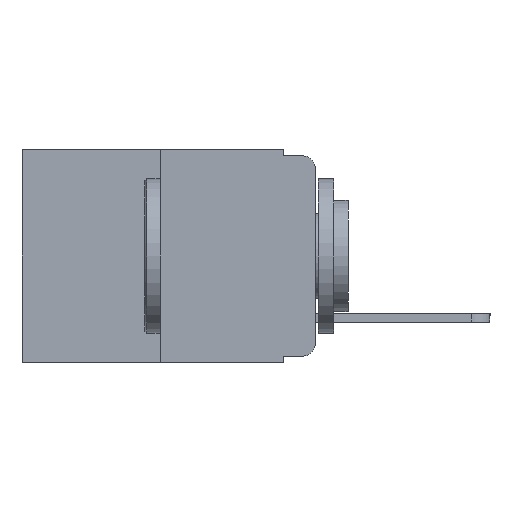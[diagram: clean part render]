
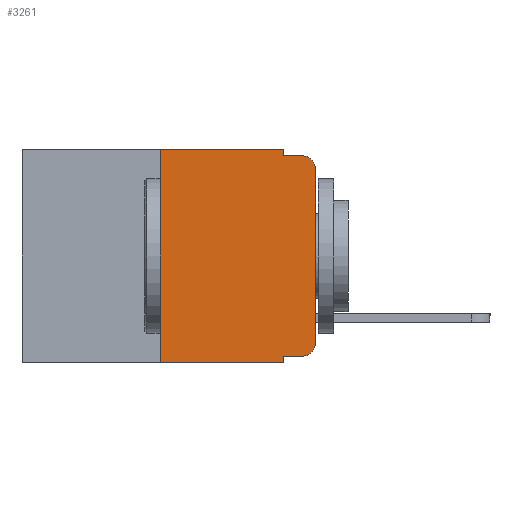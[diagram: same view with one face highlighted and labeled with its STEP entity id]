
A CAD part, left-side view. The second image highlights one B-rep face of the part: STEP entity #3261.
In plain terms, the highlighted planar face has unit normal (-1, 0, 0).
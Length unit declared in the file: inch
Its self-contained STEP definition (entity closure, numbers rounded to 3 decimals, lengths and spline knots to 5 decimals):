
#137 = EDGE_CURVE ( 'NONE', #21451, #8791, #17895, .T. ) ;
#312 = CARTESIAN_POINT ( 'NONE',  ( 0., 0.051, -0.01 ) ) ;
#871 = ORIENTED_EDGE ( 'NONE', *, *, #6556, .T. ) ;
#1427 = ORIENTED_EDGE ( 'NONE', *, *, #13292, .F. ) ;
#1436 = EDGE_CURVE ( 'NONE', #23132, #13763, #21302, .T. ) ;
#1651 = CARTESIAN_POINT ( 'NONE',  ( 0., 0., 0. ) ) ;
#1962 = ORIENTED_EDGE ( 'NONE', *, *, #5265, .T. ) ;
#2166 = ORIENTED_EDGE ( 'NONE', *, *, #2733, .F. ) ;
#2205 = VECTOR ( 'NONE', #23818, 39.37008 ) ;
#2241 = DIRECTION ( 'NONE',  ( 0., -1., 0. ) ) ;
#2733 = EDGE_CURVE ( 'NONE', #14502, #16742, #15737, .T. ) ;
#3261 = ADVANCED_FACE ( 'NONE', ( #12827 ), #7193, .F. ) ;
#3545 = CIRCLE ( 'NONE', #11510, 0.02 ) ;
#3929 = VECTOR ( 'NONE', #2241, 39.37008 ) ;
#4010 = EDGE_CURVE ( 'NONE', #16742, #21203, #20677, .T. ) ;
#4200 = CARTESIAN_POINT ( 'NONE',  ( 0., 0.051, -0.333 ) ) ;
#4427 = VECTOR ( 'NONE', #18638, 39.37008 ) ;
#4811 = ORIENTED_EDGE ( 'NONE', *, *, #19593, .T. ) ;
#4822 = CARTESIAN_POINT ( 'NONE',  ( 0., 0.25, 0. ) ) ;
#4845 = CIRCLE ( 'NONE', #16239, 0.02 ) ;
#5265 = EDGE_CURVE ( 'NONE', #11115, #21203, #3545, .T. ) ;
#5375 = ORIENTED_EDGE ( 'NONE', *, *, #1436, .F. ) ;
#5703 = VECTOR ( 'NONE', #12712, 39.37008 ) ;
#5930 = CARTESIAN_POINT ( 'NONE',  ( 0., 0.25, 0. ) ) ;
#6556 = EDGE_CURVE ( 'NONE', #7953, #11115, #9526, .T. ) ;
#6904 = ORIENTED_EDGE ( 'NONE', *, *, #20836, .T. ) ;
#7114 = CARTESIAN_POINT ( 'NONE',  ( 0., 0.473, 0. ) ) ;
#7193 = PLANE ( 'NONE',  #9376 ) ;
#7310 = VECTOR ( 'NONE', #21168, 39.37008 ) ;
#7706 = CARTESIAN_POINT ( 'NONE',  ( 0., 0.25, -0.343 ) ) ;
#7913 = CARTESIAN_POINT ( 'NONE',  ( 0., 0.473, -0.343 ) ) ;
#7953 = VERTEX_POINT ( 'NONE', #18269 ) ;
#8598 = VECTOR ( 'NONE', #9867, 39.37008 ) ;
#8791 = VERTEX_POINT ( 'NONE', #11671 ) ;
#8961 = CARTESIAN_POINT ( 'NONE',  ( 0., 0.02, -0.03 ) ) ;
#8981 = DIRECTION ( 'NONE',  ( 0., 0., 1. ) ) ;
#9376 = AXIS2_PLACEMENT_3D ( 'NONE', #11631, #15218, #12156 ) ;
#9443 = ORIENTED_EDGE ( 'NONE', *, *, #4010, .F. ) ;
#9526 = LINE ( 'NONE', #1651, #4427 ) ;
#9634 = CARTESIAN_POINT ( 'NONE',  ( 0., 0.051, 0. ) ) ;
#9787 = CARTESIAN_POINT ( 'NONE',  ( 0., 0.051, 0. ) ) ;
#9867 = DIRECTION ( 'NONE',  ( 0., -1., 0. ) ) ;
#10173 = VECTOR ( 'NONE', #18541, 39.37008 ) ;
#10813 = LINE ( 'NONE', #15493, #3929 ) ;
#10902 = DIRECTION ( 'NONE',  ( 0., 0., -1. ) ) ;
#10980 = DIRECTION ( 'NONE',  ( -1., 0., 0. ) ) ;
#11115 = VERTEX_POINT ( 'NONE', #17406 ) ;
#11510 = AXIS2_PLACEMENT_3D ( 'NONE', #8961, #22011, #10902 ) ;
#11631 = CARTESIAN_POINT ( 'NONE',  ( 0., 0.473, 0. ) ) ;
#11671 = CARTESIAN_POINT ( 'NONE',  ( 0., 0.051, -0.343 ) ) ;
#12156 = DIRECTION ( 'NONE',  ( 0., 0., -1. ) ) ;
#12712 = DIRECTION ( 'NONE',  ( 0., -1., 0. ) ) ;
#12827 = FACE_OUTER_BOUND ( 'NONE', #22475, .T. ) ;
#12883 = CARTESIAN_POINT ( 'NONE',  ( 0., 0.02, -0.01 ) ) ;
#13292 = EDGE_CURVE ( 'NONE', #13763, #14502, #17270, .T. ) ;
#13763 = VERTEX_POINT ( 'NONE', #4822 ) ;
#14502 = VERTEX_POINT ( 'NONE', #9787 ) ;
#14571 = CARTESIAN_POINT ( 'NONE',  ( 0., 0.051, -0.01 ) ) ;
#15218 = DIRECTION ( 'NONE',  ( 1., 0., 0. ) ) ;
#15493 = CARTESIAN_POINT ( 'NONE',  ( 0., 0.051, -0.333 ) ) ;
#15737 = LINE ( 'NONE', #18921, #10173 ) ;
#16239 = AXIS2_PLACEMENT_3D ( 'NONE', #22078, #10980, #23918 ) ;
#16377 = VERTEX_POINT ( 'NONE', #21760 ) ;
#16742 = VERTEX_POINT ( 'NONE', #312 ) ;
#16857 = EDGE_CURVE ( 'NONE', #23132, #8791, #21144, .T. ) ;
#17270 = LINE ( 'NONE', #7114, #2205 ) ;
#17406 = CARTESIAN_POINT ( 'NONE',  ( 0., 0., -0.03 ) ) ;
#17895 = LINE ( 'NONE', #9634, #7310 ) ;
#18061 = ORIENTED_EDGE ( 'NONE', *, *, #137, .F. ) ;
#18269 = CARTESIAN_POINT ( 'NONE',  ( 0., 0., -0.313 ) ) ;
#18541 = DIRECTION ( 'NONE',  ( 0., 0., -1. ) ) ;
#18638 = DIRECTION ( 'NONE',  ( 0., 0., 1. ) ) ;
#18921 = CARTESIAN_POINT ( 'NONE',  ( 0., 0.051, 0. ) ) ;
#18957 = VECTOR ( 'NONE', #8981, 39.37008 ) ;
#19593 = EDGE_CURVE ( 'NONE', #16377, #7953, #4845, .T. ) ;
#20677 = LINE ( 'NONE', #14571, #5703 ) ;
#20836 = EDGE_CURVE ( 'NONE', #21451, #16377, #10813, .T. ) ;
#21144 = LINE ( 'NONE', #7913, #8598 ) ;
#21168 = DIRECTION ( 'NONE',  ( 0., 0., -1. ) ) ;
#21203 = VERTEX_POINT ( 'NONE', #12883 ) ;
#21302 = LINE ( 'NONE', #5930, #18957 ) ;
#21451 = VERTEX_POINT ( 'NONE', #4200 ) ;
#21526 = ORIENTED_EDGE ( 'NONE', *, *, #16857, .T. ) ;
#21760 = CARTESIAN_POINT ( 'NONE',  ( 0., 0.02, -0.333 ) ) ;
#22011 = DIRECTION ( 'NONE',  ( -1., 0., 0. ) ) ;
#22078 = CARTESIAN_POINT ( 'NONE',  ( 0., 0.02, -0.313 ) ) ;
#22475 = EDGE_LOOP ( 'NONE', ( #871, #1962, #9443, #2166, #1427, #5375, #21526, #18061, #6904, #4811 ) ) ;
#23132 = VERTEX_POINT ( 'NONE', #7706 ) ;
#23818 = DIRECTION ( 'NONE',  ( 0., -1., 0. ) ) ;
#23918 = DIRECTION ( 'NONE',  ( 0., 0., -1. ) ) ;
